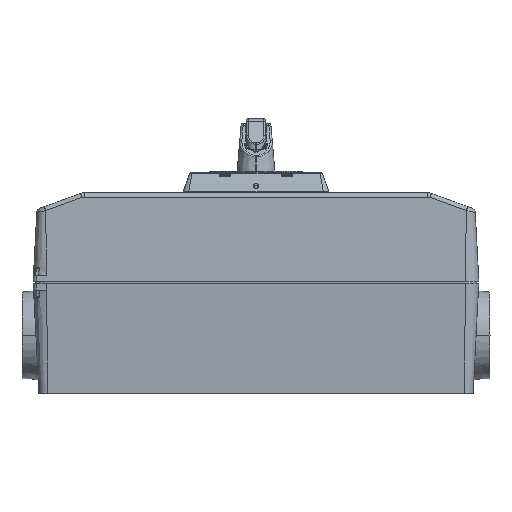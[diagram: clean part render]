
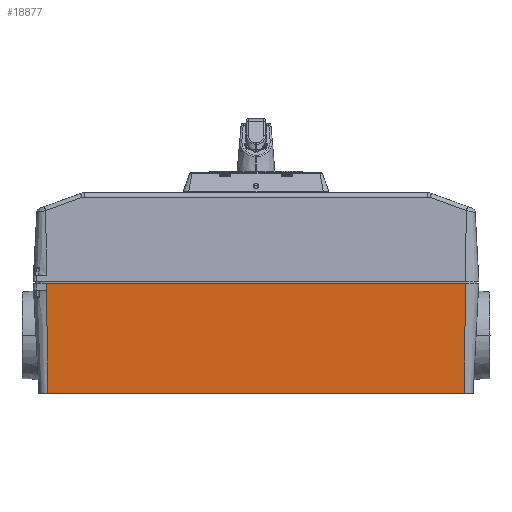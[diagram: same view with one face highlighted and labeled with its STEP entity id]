
A CAD part, left-side view. The second image highlights one B-rep face of the part: STEP entity #18877.
In plain terms, the highlighted planar face has unit normal (-0.999, 0, -0.052).
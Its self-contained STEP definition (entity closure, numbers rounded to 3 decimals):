
#1858=CARTESIAN_POINT('',(-226.083,55.867,
-40.7));
#1917=CARTESIAN_POINT('',(-223.5,56.486,
-90.));
#1932=DIRECTION('',(0.,1.,0.));
#1933=VECTOR('',#1932,188.265);
#1934=CARTESIAN_POINT('',(-226.083,55.867,
-40.7));
#1935=LINE('',#1934,#1933);
#2072=CARTESIAN_POINT('',(-226.084,244.132,-40.7));
#2074=CARTESIAN_POINT('',(-223.5,243.513,-90.));
#3334=DIRECTION('',(0.052,0.013,-0.999));
#3335=VECTOR('',#3334,49.372);
#3336=CARTESIAN_POINT('',(-226.083,55.867,
-40.7));
#3337=LINE('',#3336,#3335);
#3338=DIRECTION('',(0.,1.,0.));
#3339=VECTOR('',#3338,187.028);
#3340=CARTESIAN_POINT('',(-223.5,56.486,
-90.));
#3341=LINE('',#3340,#3339);
#3342=DIRECTION('',(-0.052,0.013,0.999));
#3343=VECTOR('',#3342,49.372);
#3344=CARTESIAN_POINT('',(-223.5,243.513,-90.));
#3345=LINE('',#3344,#3343);
#13599=VERTEX_POINT('',#1917);
#13608=VERTEX_POINT('',#2074);
#13693=VERTEX_POINT('',#2072);
#13713=VERTEX_POINT('',#1858);
#18866=CARTESIAN_POINT('',(-224.792,149.999,-65.35));
#18867=DIRECTION('',(0.999,0.,0.052));
#18868=DIRECTION('',(0.,-1.,0.));
#18869=AXIS2_PLACEMENT_3D('',#18866,#18867,#18868);
#18870=PLANE('',#18869);
#18871=ORIENTED_EDGE('',*,*,#17799,.F.);
#18872=ORIENTED_EDGE('',*,*,#17774,.T.);
#18873=ORIENTED_EDGE('',*,*,#17657,.T.);
#18874=ORIENTED_EDGE('',*,*,#17917,.T.);
#18875=EDGE_LOOP('',(#18871,#18872,#18873,#18874));
#18876=FACE_OUTER_BOUND('',#18875,.F.);
#17657=EDGE_CURVE('',#13599,#13608,#3341,.T.);
#17774=EDGE_CURVE('',#13713,#13599,#3337,.T.);
#17799=EDGE_CURVE('',#13713,#13693,#1935,.T.);
#17917=EDGE_CURVE('',#13608,#13693,#3345,.T.);
#18877=ADVANCED_FACE('',(#18876),#18870,.F.);
